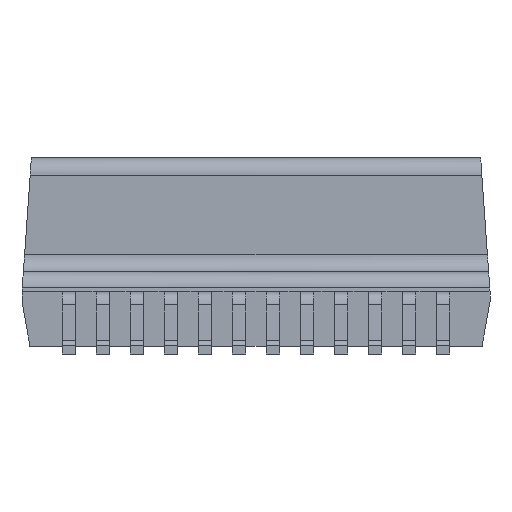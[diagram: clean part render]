
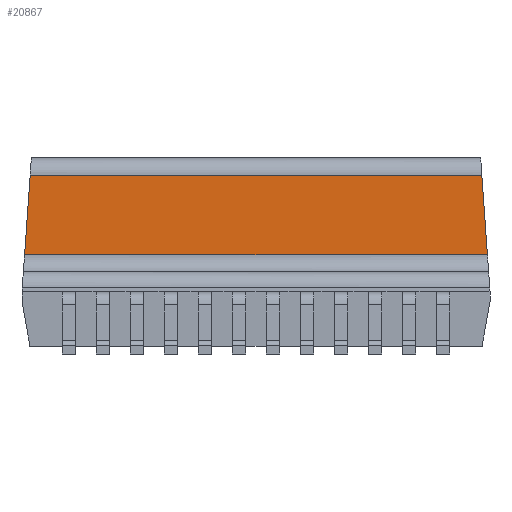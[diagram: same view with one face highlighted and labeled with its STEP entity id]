
A CAD part, front view. The second image highlights one B-rep face of the part: STEP entity #20867.
In plain terms, the highlighted planar face has unit normal (0, -1, 0).
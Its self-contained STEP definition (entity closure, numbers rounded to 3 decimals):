
#125 = EDGE_LOOP ( 'NONE', ( #599, #14086, #10533, #1390 ) ) ;
#599 = ORIENTED_EDGE ( 'NONE', *, *, #5600, .F. ) ;
#1390 = ORIENTED_EDGE ( 'NONE', *, *, #2455, .T. ) ;
#1437 = VECTOR ( 'NONE', #15921, 1000. ) ;
#2455 = EDGE_CURVE ( 'NONE', #16751, #15275, #7316, .T. ) ;
#2889 = DIRECTION ( 'NONE',  ( 0., 1., 0. ) ) ;
#4095 = CARTESIAN_POINT ( 'NONE',  ( -6.8, -4.66, 0. ) ) ;
#5218 = FACE_OUTER_BOUND ( 'NONE', #125, .T. ) ;
#5600 = EDGE_CURVE ( 'NONE', #23442, #15275, #14655, .T. ) ;
#6695 = AXIS2_PLACEMENT_3D ( 'NONE', #17988, #2889, #24016 ) ;
#7316 = LINE ( 'NONE', #18270, #1437 ) ;
#9215 = LINE ( 'NONE', #23983, #15204 ) ;
#10518 = CARTESIAN_POINT ( 'NONE',  ( -6.724, -4.66, 1.08 ) ) ;
#10533 = ORIENTED_EDGE ( 'NONE', *, *, #16949, .F. ) ;
#11607 = PLANE ( 'NONE',  #6695 ) ;
#14086 = ORIENTED_EDGE ( 'NONE', *, *, #15944, .T. ) ;
#14655 = LINE ( 'NONE', #4095, #21995 ) ;
#14781 = DIRECTION ( 'NONE',  ( 0.07, 0., -0.998 ) ) ;
#15044 = LINE ( 'NONE', #21240, #25741 ) ;
#15204 = VECTOR ( 'NONE', #19745, 1000. ) ;
#15275 = VERTEX_POINT ( 'NONE', #16830 ) ;
#15921 = DIRECTION ( 'NONE',  ( -1., 0., 0. ) ) ;
#15944 = EDGE_CURVE ( 'NONE', #23442, #27172, #9215, .T. ) ;
#16751 = VERTEX_POINT ( 'NONE', #23055 ) ;
#16830 = CARTESIAN_POINT ( 'NONE',  ( -6.563, -4.66, 3.39 ) ) ;
#16949 = EDGE_CURVE ( 'NONE', #16751, #27172, #15044, .T. ) ;
#17988 = CARTESIAN_POINT ( 'NONE',  ( -7.542, -4.66, 0.58 ) ) ;
#18270 = CARTESIAN_POINT ( 'NONE',  ( -6.528, -4.66, 3.39 ) ) ;
#19745 = DIRECTION ( 'NONE',  ( 1., 0., 0. ) ) ;
#20867 = ADVANCED_FACE ( 'NONE', ( #5218 ), #11607, .F. ) ;
#21240 = CARTESIAN_POINT ( 'NONE',  ( 6.8, -4.66, 0. ) ) ;
#21995 = VECTOR ( 'NONE', #27307, 1000. ) ;
#23055 = CARTESIAN_POINT ( 'NONE',  ( 6.563, -4.66, 3.39 ) ) ;
#23442 = VERTEX_POINT ( 'NONE', #10518 ) ;
#23983 = CARTESIAN_POINT ( 'NONE',  ( 6.759, -4.66, 1.08 ) ) ;
#24016 = DIRECTION ( 'NONE',  ( 1., 0., 0. ) ) ;
#24236 = CARTESIAN_POINT ( 'NONE',  ( 6.724, -4.66, 1.08 ) ) ;
#25741 = VECTOR ( 'NONE', #14781, 1000. ) ;
#27172 = VERTEX_POINT ( 'NONE', #24236 ) ;
#27307 = DIRECTION ( 'NONE',  ( 0.07, 0., 0.998 ) ) ;
